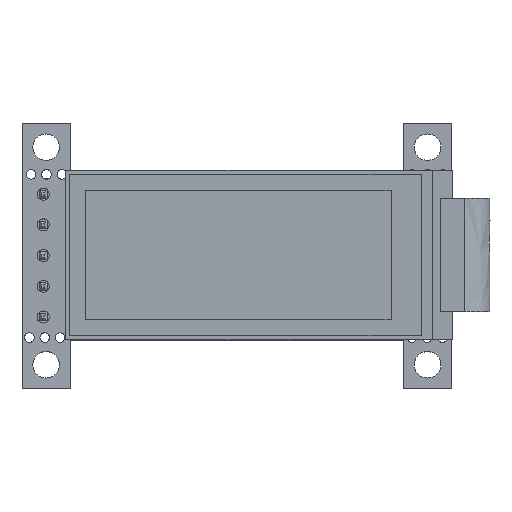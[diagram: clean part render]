
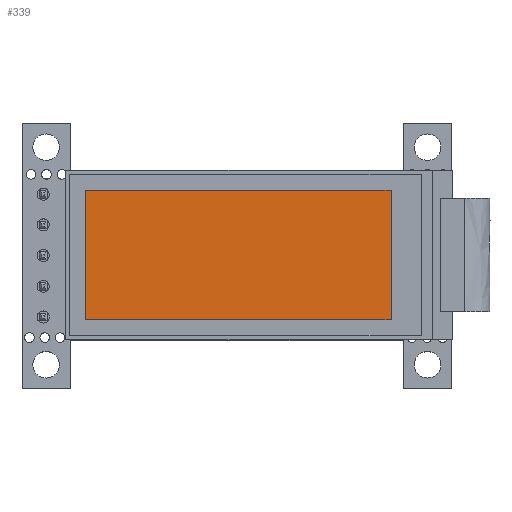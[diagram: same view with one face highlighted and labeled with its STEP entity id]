
A CAD part, top view. The second image highlights one B-rep face of the part: STEP entity #339.
In plain terms, the highlighted free-form (B-spline) face has degree [1, 1] with [2, 2] control points.
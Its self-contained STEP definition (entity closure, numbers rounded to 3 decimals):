
#75 = B_SPLINE_SURFACE_WITH_KNOTS('',1,1,(
    (#76,#77)
    ,(#78,#79
    )),.UNSPECIFIED.,.F.,.F.,.F.,(2,2),(2,2),(0.,10.744),(0.,0.23),
  .PIECEWISE_BEZIER_KNOTS.);
#76 = CARTESIAN_POINT('',(22.,24.,0.));
#77 = CARTESIAN_POINT('',(22.,24.,0.23));
#78 = CARTESIAN_POINT('',(22.,13.256,0.));
#79 = CARTESIAN_POINT('',(22.,13.256,0.23));
#98 = VERTEX_POINT('',#99);
#99 = CARTESIAN_POINT('',(22.,13.256,0.23));
#111 = B_SPLINE_SURFACE_WITH_KNOTS('',1,1,(
    (#112,#113)
    ,(#114,#115
    )),.UNSPECIFIED.,.F.,.F.,.F.,(2,2),(2,2),(0.,25.28),(0.,0.23),
  .PIECEWISE_BEZIER_KNOTS.);
#112 = CARTESIAN_POINT('',(22.,13.256,0.));
#113 = CARTESIAN_POINT('',(22.,13.256,0.23));
#114 = CARTESIAN_POINT('',(47.28,13.256,0.));
#115 = CARTESIAN_POINT('',(47.28,13.256,0.23));
#122 = EDGE_CURVE('',#123,#98,#125,.T.);
#123 = VERTEX_POINT('',#124);
#124 = CARTESIAN_POINT('',(22.,24.,0.23));
#125 = SURFACE_CURVE('',#126,(#129,#135),.PCURVE_S1.);
#126 = B_SPLINE_CURVE_WITH_KNOTS('',1,(#127,#128),.UNSPECIFIED.,.F.,.F.,
  (2,2),(-10.744,0.),.PIECEWISE_BEZIER_KNOTS.);
#127 = CARTESIAN_POINT('',(22.,24.,0.23));
#128 = CARTESIAN_POINT('',(22.,13.256,0.23));
#129 = PCURVE('',#75,#130);
#130 = DEFINITIONAL_REPRESENTATION('',(#131),#134);
#131 = B_SPLINE_CURVE_WITH_KNOTS('',1,(#132,#133),.UNSPECIFIED.,.F.,.F.,
  (2,2),(-10.744,0.),.PIECEWISE_BEZIER_KNOTS.);
#132 = CARTESIAN_POINT('',(0.,0.23));
#133 = CARTESIAN_POINT('',(10.744,0.23));
#134 = ( GEOMETRIC_REPRESENTATION_CONTEXT(2) 
PARAMETRIC_REPRESENTATION_CONTEXT() REPRESENTATION_CONTEXT('2D SPACE',''
  ) );
#135 = PCURVE('',#136,#141);
#136 = B_SPLINE_SURFACE_WITH_KNOTS('',1,1,(
    (#137,#138)
    ,(#139,#140
    )),.UNSPECIFIED.,.F.,.F.,.F.,(2,2),(2,2),(-12.64,12.64),(-5.372,
    5.372),.PIECEWISE_BEZIER_KNOTS.);
#137 = CARTESIAN_POINT('',(22.,13.256,0.23));
#138 = CARTESIAN_POINT('',(22.,24.,0.23));
#139 = CARTESIAN_POINT('',(47.28,13.256,0.23));
#140 = CARTESIAN_POINT('',(47.28,24.,0.23));
#141 = DEFINITIONAL_REPRESENTATION('',(#142),#145);
#142 = B_SPLINE_CURVE_WITH_KNOTS('',1,(#143,#144),.UNSPECIFIED.,.F.,.F.,
  (2,2),(-10.744,0.),.PIECEWISE_BEZIER_KNOTS.);
#143 = CARTESIAN_POINT('',(-12.64,5.372));
#144 = CARTESIAN_POINT('',(-12.64,-5.372));
#145 = ( GEOMETRIC_REPRESENTATION_CONTEXT(2) 
PARAMETRIC_REPRESENTATION_CONTEXT() REPRESENTATION_CONTEXT('2D SPACE',''
  ) );
#159 = B_SPLINE_SURFACE_WITH_KNOTS('',1,1,(
    (#160,#161)
    ,(#162,#163
    )),.UNSPECIFIED.,.F.,.F.,.F.,(2,2),(2,2),(0.,25.28),(0.,0.23),
  .PIECEWISE_BEZIER_KNOTS.);
#160 = CARTESIAN_POINT('',(47.28,24.,0.));
#161 = CARTESIAN_POINT('',(47.28,24.,0.23));
#162 = CARTESIAN_POINT('',(22.,24.,0.));
#163 = CARTESIAN_POINT('',(22.,24.,0.23));
#194 = EDGE_CURVE('',#195,#123,#197,.T.);
#195 = VERTEX_POINT('',#196);
#196 = CARTESIAN_POINT('',(47.28,24.,0.23));
#197 = SURFACE_CURVE('',#198,(#201,#207),.PCURVE_S1.);
#198 = B_SPLINE_CURVE_WITH_KNOTS('',1,(#199,#200),.UNSPECIFIED.,.F.,.F.,
  (2,2),(-25.28,0.),.PIECEWISE_BEZIER_KNOTS.);
#199 = CARTESIAN_POINT('',(47.28,24.,0.23));
#200 = CARTESIAN_POINT('',(22.,24.,0.23));
#201 = PCURVE('',#159,#202);
#202 = DEFINITIONAL_REPRESENTATION('',(#203),#206);
#203 = B_SPLINE_CURVE_WITH_KNOTS('',1,(#204,#205),.UNSPECIFIED.,.F.,.F.,
  (2,2),(-25.28,0.),.PIECEWISE_BEZIER_KNOTS.);
#204 = CARTESIAN_POINT('',(0.,0.23));
#205 = CARTESIAN_POINT('',(25.28,0.23));
#206 = ( GEOMETRIC_REPRESENTATION_CONTEXT(2) 
PARAMETRIC_REPRESENTATION_CONTEXT() REPRESENTATION_CONTEXT('2D SPACE',''
  ) );
#207 = PCURVE('',#136,#208);
#208 = DEFINITIONAL_REPRESENTATION('',(#209),#212);
#209 = B_SPLINE_CURVE_WITH_KNOTS('',1,(#210,#211),.UNSPECIFIED.,.F.,.F.,
  (2,2),(-25.28,0.),.PIECEWISE_BEZIER_KNOTS.);
#210 = CARTESIAN_POINT('',(12.64,5.372));
#211 = CARTESIAN_POINT('',(-12.64,5.372));
#212 = ( GEOMETRIC_REPRESENTATION_CONTEXT(2) 
PARAMETRIC_REPRESENTATION_CONTEXT() REPRESENTATION_CONTEXT('2D SPACE',''
  ) );
#226 = B_SPLINE_SURFACE_WITH_KNOTS('',1,1,(
    (#227,#228)
    ,(#229,#230
    )),.UNSPECIFIED.,.F.,.F.,.F.,(2,2),(2,2),(0.,10.744),(0.,0.23),
  .PIECEWISE_BEZIER_KNOTS.);
#227 = CARTESIAN_POINT('',(47.28,13.256,0.));
#228 = CARTESIAN_POINT('',(47.28,13.256,0.23));
#229 = CARTESIAN_POINT('',(47.28,24.,0.));
#230 = CARTESIAN_POINT('',(47.28,24.,0.23));
#261 = EDGE_CURVE('',#262,#195,#264,.T.);
#262 = VERTEX_POINT('',#263);
#263 = CARTESIAN_POINT('',(47.28,13.256,0.23));
#264 = SURFACE_CURVE('',#265,(#268,#274),.PCURVE_S1.);
#265 = B_SPLINE_CURVE_WITH_KNOTS('',1,(#266,#267),.UNSPECIFIED.,.F.,.F.,
  (2,2),(-10.744,0.),.PIECEWISE_BEZIER_KNOTS.);
#266 = CARTESIAN_POINT('',(47.28,13.256,0.23));
#267 = CARTESIAN_POINT('',(47.28,24.,0.23));
#268 = PCURVE('',#226,#269);
#269 = DEFINITIONAL_REPRESENTATION('',(#270),#273);
#270 = B_SPLINE_CURVE_WITH_KNOTS('',1,(#271,#272),.UNSPECIFIED.,.F.,.F.,
  (2,2),(-10.744,0.),.PIECEWISE_BEZIER_KNOTS.);
#271 = CARTESIAN_POINT('',(0.,0.23));
#272 = CARTESIAN_POINT('',(10.744,0.23));
#273 = ( GEOMETRIC_REPRESENTATION_CONTEXT(2) 
PARAMETRIC_REPRESENTATION_CONTEXT() REPRESENTATION_CONTEXT('2D SPACE',''
  ) );
#274 = PCURVE('',#136,#275);
#275 = DEFINITIONAL_REPRESENTATION('',(#276),#279);
#276 = B_SPLINE_CURVE_WITH_KNOTS('',1,(#277,#278),.UNSPECIFIED.,.F.,.F.,
  (2,2),(-10.744,0.),.PIECEWISE_BEZIER_KNOTS.);
#277 = CARTESIAN_POINT('',(12.64,-5.372));
#278 = CARTESIAN_POINT('',(12.64,5.372));
#279 = ( GEOMETRIC_REPRESENTATION_CONTEXT(2) 
PARAMETRIC_REPRESENTATION_CONTEXT() REPRESENTATION_CONTEXT('2D SPACE',''
  ) );
#321 = EDGE_CURVE('',#98,#262,#322,.T.);
#322 = SURFACE_CURVE('',#323,(#326,#332),.PCURVE_S1.);
#323 = B_SPLINE_CURVE_WITH_KNOTS('',1,(#324,#325),.UNSPECIFIED.,.F.,.F.,
  (2,2),(-25.28,0.),.PIECEWISE_BEZIER_KNOTS.);
#324 = CARTESIAN_POINT('',(22.,13.256,0.23));
#325 = CARTESIAN_POINT('',(47.28,13.256,0.23));
#326 = PCURVE('',#111,#327);
#327 = DEFINITIONAL_REPRESENTATION('',(#328),#331);
#328 = B_SPLINE_CURVE_WITH_KNOTS('',1,(#329,#330),.UNSPECIFIED.,.F.,.F.,
  (2,2),(-25.28,0.),.PIECEWISE_BEZIER_KNOTS.);
#329 = CARTESIAN_POINT('',(0.,0.23));
#330 = CARTESIAN_POINT('',(25.28,0.23));
#331 = ( GEOMETRIC_REPRESENTATION_CONTEXT(2) 
PARAMETRIC_REPRESENTATION_CONTEXT() REPRESENTATION_CONTEXT('2D SPACE',''
  ) );
#332 = PCURVE('',#136,#333);
#333 = DEFINITIONAL_REPRESENTATION('',(#334),#337);
#334 = B_SPLINE_CURVE_WITH_KNOTS('',1,(#335,#336),.UNSPECIFIED.,.F.,.F.,
  (2,2),(-25.28,0.),.PIECEWISE_BEZIER_KNOTS.);
#335 = CARTESIAN_POINT('',(-12.64,-5.372));
#336 = CARTESIAN_POINT('',(12.64,-5.372));
#337 = ( GEOMETRIC_REPRESENTATION_CONTEXT(2) 
PARAMETRIC_REPRESENTATION_CONTEXT() REPRESENTATION_CONTEXT('2D SPACE',''
  ) );
#339 = ADVANCED_FACE('',(#340),#136,.T.);
#340 = FACE_BOUND('',#341,.T.);
#341 = EDGE_LOOP('',(#342,#343,#344,#345));
#342 = ORIENTED_EDGE('',*,*,#321,.T.);
#343 = ORIENTED_EDGE('',*,*,#261,.T.);
#344 = ORIENTED_EDGE('',*,*,#194,.T.);
#345 = ORIENTED_EDGE('',*,*,#122,.T.);
